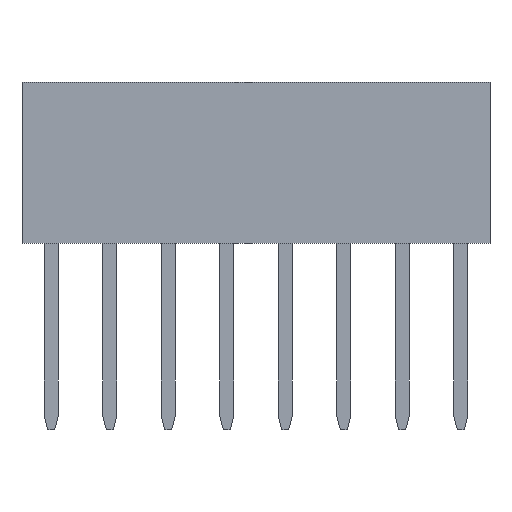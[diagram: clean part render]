
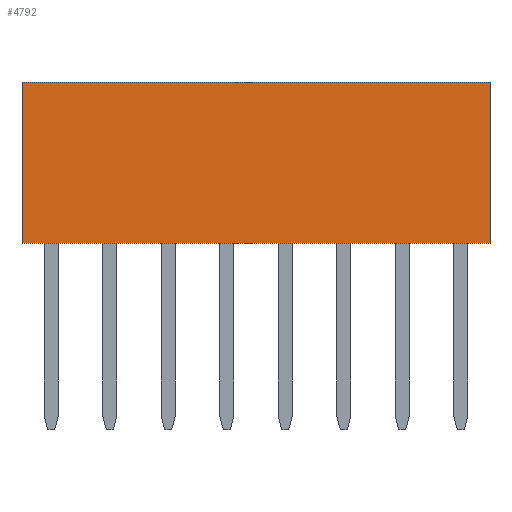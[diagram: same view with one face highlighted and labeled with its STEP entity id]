
A CAD part, left-side view. The second image highlights one B-rep face of the part: STEP entity #4792.
In plain terms, the highlighted planar face has unit normal (-1, 0, 0).
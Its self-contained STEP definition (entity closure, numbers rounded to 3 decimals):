
#242=FACE_OUTER_BOUND('',#516,.T.);
#516=EDGE_LOOP('',(#4039,#4040,#4041,#4042));
#683=LINE('',#6516,#1347);
#1143=LINE('',#7451,#1807);
#1144=LINE('',#7453,#1808);
#1145=LINE('',#7454,#1809);
#1347=VECTOR('',#5269,1.);
#1807=VECTOR('',#6093,1.);
#1808=VECTOR('',#6094,1.);
#1809=VECTOR('',#6095,1.);
#1993=VERTEX_POINT('',#6513);
#1994=VERTEX_POINT('',#6515);
#2287=VERTEX_POINT('',#7450);
#2288=VERTEX_POINT('',#7452);
#2443=EDGE_CURVE('',#1994,#1993,#683,.T.);
#2903=EDGE_CURVE('',#1993,#2287,#1143,.T.);
#2904=EDGE_CURVE('',#2288,#2287,#1144,.T.);
#2905=EDGE_CURVE('',#1994,#2288,#1145,.T.);
#4039=ORIENTED_EDGE('',*,*,#2903,.T.);
#4040=ORIENTED_EDGE('',*,*,#2904,.F.);
#4041=ORIENTED_EDGE('',*,*,#2905,.F.);
#4042=ORIENTED_EDGE('',*,*,#2443,.T.);
#4534=PLANE('',#5064);
#4792=ADVANCED_FACE('',(#242),#4534,.F.);
#5064=AXIS2_PLACEMENT_3D('',#7449,#6091,#6092);
#5269=DIRECTION('',(0.,-1.,0.));
#6091=DIRECTION('center_axis',(1.,0.,0.));
#6092=DIRECTION('ref_axis',(0.,-1.,0.));
#6093=DIRECTION('',(0.,0.,1.));
#6094=DIRECTION('',(0.,-1.,0.));
#6095=DIRECTION('',(0.,0.,1.));
#6513=CARTESIAN_POINT('',(-1.27,-19.05,0.));
#6515=CARTESIAN_POINT('',(-1.27,1.27,0.));
#6516=CARTESIAN_POINT('',(-1.27,1.27,0.));
#7449=CARTESIAN_POINT('Origin',(-1.27,1.27,0.));
#7450=CARTESIAN_POINT('',(-1.27,-19.05,7.));
#7451=CARTESIAN_POINT('',(-1.27,-19.05,0.));
#7452=CARTESIAN_POINT('',(-1.27,1.27,7.));
#7453=CARTESIAN_POINT('',(-1.27,1.27,7.));
#7454=CARTESIAN_POINT('',(-1.27,1.27,0.));
